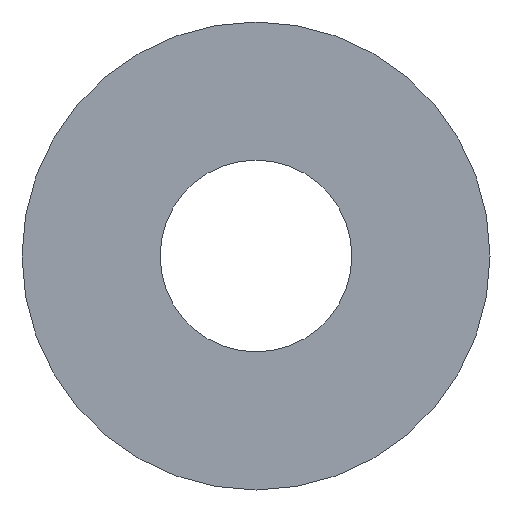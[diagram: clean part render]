
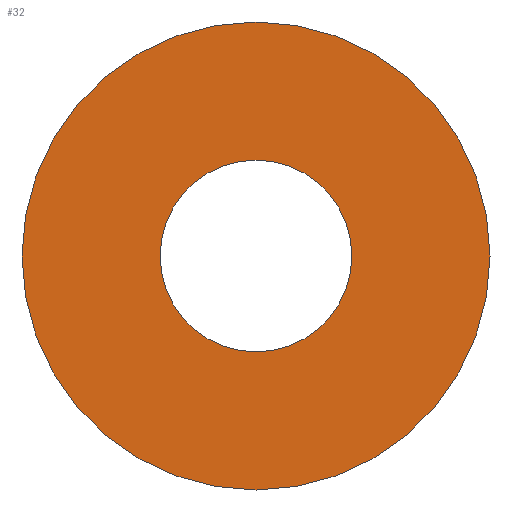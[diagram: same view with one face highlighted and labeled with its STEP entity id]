
A CAD part, front view. The second image highlights one B-rep face of the part: STEP entity #32.
In plain terms, the highlighted planar face has unit normal (0, -1, 0).
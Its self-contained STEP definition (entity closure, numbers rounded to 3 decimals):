
#32 = ADVANCED_FACE( '', ( #63, #64 ), #65, .T. );
#63 = FACE_BOUND( '', #94, .T. );
#64 = FACE_OUTER_BOUND( '', #95, .T. );
#65 = PLANE( '', #96 );
#94 = EDGE_LOOP( '', ( #121 ) );
#95 = EDGE_LOOP( '', ( #122 ) );
#96 = AXIS2_PLACEMENT_3D( '', #123, #124, #125 );
#121 = ORIENTED_EDGE( '', *, *, #154, .F. );
#122 = ORIENTED_EDGE( '', *, *, #152, .T. );
#123 = CARTESIAN_POINT( '', ( 0., 0., 0. ) );
#124 = DIRECTION( '', ( 0., -1., 0. ) );
#125 = DIRECTION( '', ( 0., 0., -1. ) );
#152 = EDGE_CURVE( '', #165, #165, #166, .T. );
#154 = EDGE_CURVE( '', #168, #168, #169, .T. );
#165 = VERTEX_POINT( '', #183 );
#166 = CIRCLE( '', #184, 3. );
#168 = VERTEX_POINT( '', #186 );
#169 = CIRCLE( '', #187, 1.23 );
#183 = CARTESIAN_POINT( '', ( 0., 0., -3. ) );
#184 = AXIS2_PLACEMENT_3D( '', #201, #202, #203 );
#186 = CARTESIAN_POINT( '', ( 1.23, 0., 0. ) );
#187 = AXIS2_PLACEMENT_3D( '', #204, #205, #206 );
#201 = CARTESIAN_POINT( '', ( 0., 0., 0. ) );
#202 = DIRECTION( '', ( 0., -1., 0. ) );
#203 = DIRECTION( '', ( 0., 0., -1. ) );
#204 = CARTESIAN_POINT( '', ( 0., 0., 0. ) );
#205 = DIRECTION( '', ( 0., -1., 0. ) );
#206 = DIRECTION( '', ( 1., 0., 0. ) );
